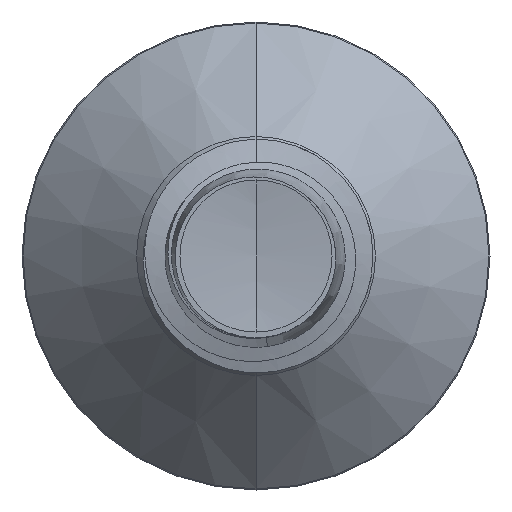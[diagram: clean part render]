
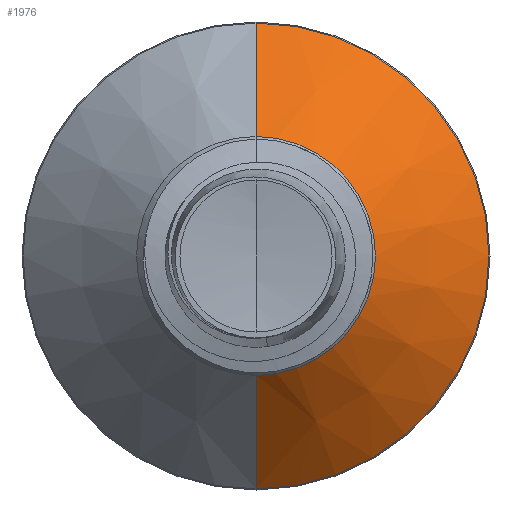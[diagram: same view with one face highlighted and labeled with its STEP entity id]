
A CAD part, front view. The second image highlights one B-rep face of the part: STEP entity #1976.
In plain terms, the highlighted conical face has half-angle 45 degrees and reference radius 2.042 mm.
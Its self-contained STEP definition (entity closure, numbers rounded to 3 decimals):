
#77 = VERTEX_POINT ( 'NONE', #7341 ) ;
#111 = DIRECTION ( 'NONE',  ( 0., 0., 1. ) ) ;
#387 = DIRECTION ( 'NONE',  ( 0., 1., 0. ) ) ;
#391 = EDGE_CURVE ( 'NONE', #77, #5314, #6770, .T. ) ;
#409 = CARTESIAN_POINT ( 'NONE',  ( 0., 3.282, 0. ) ) ;
#462 = FACE_OUTER_BOUND ( 'NONE', #8121, .T. ) ;
#574 = EDGE_CURVE ( 'NONE', #8520, #8361, #1192, .T. ) ;
#672 = VECTOR ( 'NONE', #8268, 1000. ) ;
#1192 = CIRCLE ( 'NONE', #7927, 3.982 ) ;
#1350 = VECTOR ( 'NONE', #6163, 1000. ) ;
#1685 = CARTESIAN_POINT ( 'NONE',  ( 0., 3.282, 3.982 ) ) ;
#1936 = CARTESIAN_POINT ( 'NONE',  ( 0., 1.342, -2.042 ) ) ;
#1976 = ADVANCED_FACE ( 'NONE', ( #462 ), #3258, .T. ) ;
#3258 = CONICAL_SURFACE ( 'NONE', #6695, 2.042, 0.785 ) ;
#4075 = LINE ( 'NONE', #6853, #672 ) ;
#4526 = DIRECTION ( 'NONE',  ( 0., 1., 0. ) ) ;
#5314 = VERTEX_POINT ( 'NONE', #1936 ) ;
#5736 = DIRECTION ( 'NONE',  ( 0., 0., 1. ) ) ;
#6163 = DIRECTION ( 'NONE',  ( 0., 0.707, 0.707 ) ) ;
#6695 = AXIS2_PLACEMENT_3D ( 'NONE', #9610, #9604, #10037 ) ;
#6770 = CIRCLE ( 'NONE', #8116, 2.042 ) ;
#6853 = CARTESIAN_POINT ( 'NONE',  ( 0., 1.342, -2.042 ) ) ;
#7038 = ORIENTED_EDGE ( 'NONE', *, *, #391, .T. ) ;
#7341 = CARTESIAN_POINT ( 'NONE',  ( 0., 1.342, 2.042 ) ) ;
#7604 = ORIENTED_EDGE ( 'NONE', *, *, #8214, .T. ) ;
#7618 = ORIENTED_EDGE ( 'NONE', *, *, #574, .F. ) ;
#7633 = ORIENTED_EDGE ( 'NONE', *, *, #8490, .F. ) ;
#7791 = CARTESIAN_POINT ( 'NONE',  ( 0., 3.282, -3.982 ) ) ;
#7835 = LINE ( 'NONE', #8163, #1350 ) ;
#7927 = AXIS2_PLACEMENT_3D ( 'NONE', #409, #387, #111 ) ;
#8116 = AXIS2_PLACEMENT_3D ( 'NONE', #10089, #4526, #5736 ) ;
#8121 = EDGE_LOOP ( 'NONE', ( #7038, #7604, #7618, #7633 ) ) ;
#8163 = CARTESIAN_POINT ( 'NONE',  ( 0., 1.342, 2.042 ) ) ;
#8214 = EDGE_CURVE ( 'NONE', #5314, #8361, #4075, .T. ) ;
#8268 = DIRECTION ( 'NONE',  ( 0., 0.707, -0.707 ) ) ;
#8361 = VERTEX_POINT ( 'NONE', #7791 ) ;
#8490 = EDGE_CURVE ( 'NONE', #77, #8520, #7835, .T. ) ;
#8520 = VERTEX_POINT ( 'NONE', #1685 ) ;
#9604 = DIRECTION ( 'NONE',  ( 0., 1., 0. ) ) ;
#9610 = CARTESIAN_POINT ( 'NONE',  ( 0., 1.342, 0. ) ) ;
#10037 = DIRECTION ( 'NONE',  ( 0., 0., 1. ) ) ;
#10089 = CARTESIAN_POINT ( 'NONE',  ( 0., 1.342, 0. ) ) ;
